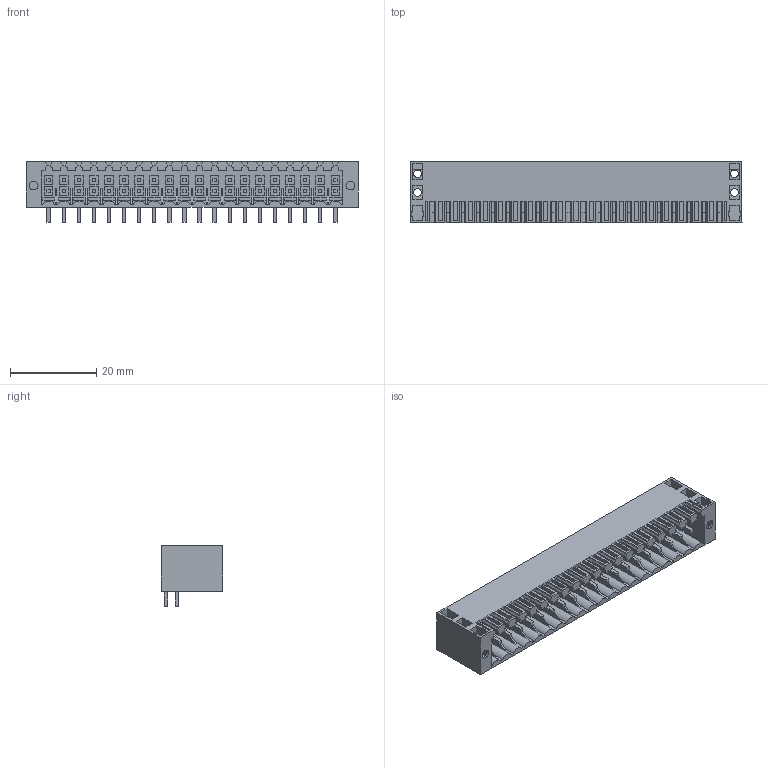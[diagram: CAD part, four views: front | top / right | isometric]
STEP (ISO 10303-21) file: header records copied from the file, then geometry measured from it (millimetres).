
FILE_DESCRIPTION(('CATIA V5 STEP Exchange','CAx-IF Rec.Pracs.--- Model Styling and Organization---1.4--- 2014-01-23'),'2;1');
FILE_NAME ('D1463254_2_2559420000_2559420000.stp','2021-07-27T05:56:48+00:00',('none'),('Weidmueller'),'CATIA Version 5-6 Release 2016 SP3 HF44','CATIA V5 STEP AP214','none');
FILE_SCHEMA(('AUTOMOTIVE_DESIGN { 1 0 10303 214 1 1 1 1 }'));
Length unit declared in the file: millimetre
Products named in the file (1): 2559420000
Bounding box: 77 x 14.2 x 14 mm (x, y, z)
Volume: 5265.4 mm3; surface area: 11730.1 mm2
Topology: 81 solids, 81 shells, 2056 faces, 5315 edges, 3528 vertices
Faces by surface type: plane 2000, cylinder 56
Entity records: 54560 total; most frequent: ORIENTED_EDGE 10630, CARTESIAN_POINT 9623, DIRECTION 6730, EDGE_CURVE 5315, VECTOR 5195, LINE 5195, VERTEX_POINT 3528, EDGE_LOOP 2179
